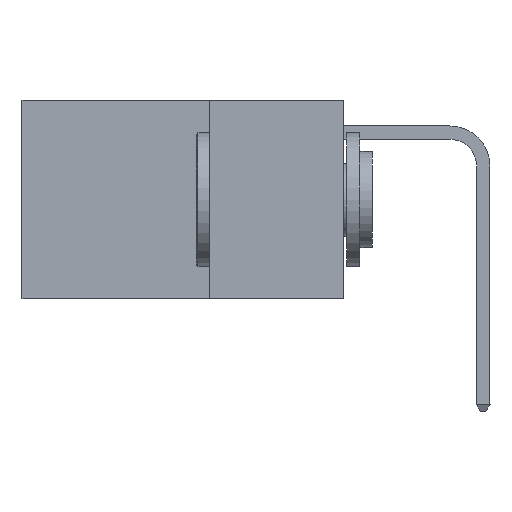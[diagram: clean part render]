
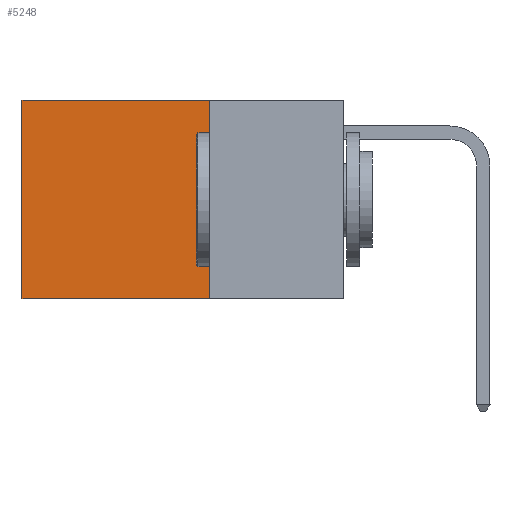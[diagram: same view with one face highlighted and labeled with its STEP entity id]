
A CAD part, left-side view. The second image highlights one B-rep face of the part: STEP entity #5248.
In plain terms, the highlighted planar face has unit normal (-1, 0, 0).
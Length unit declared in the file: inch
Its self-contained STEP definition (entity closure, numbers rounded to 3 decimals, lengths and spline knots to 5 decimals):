
#240 = LINE ( 'NONE', #7662, #1575 ) ;
#1286 = DIRECTION ( 'NONE',  ( 0., 0., -1. ) ) ;
#1468 = ORIENTED_EDGE ( 'NONE', *, *, #11329, .T. ) ;
#1575 = VECTOR ( 'NONE', #9760, 39.37008 ) ;
#2009 = VECTOR ( 'NONE', #3324, 39.37008 ) ;
#2591 = AXIS2_PLACEMENT_3D ( 'NONE', #6592, #9645, #1286 ) ;
#2746 = CARTESIAN_POINT ( 'NONE',  ( 0.2625, 0.25, 0. ) ) ;
#2883 = VERTEX_POINT ( 'NONE', #6563 ) ;
#3324 = DIRECTION ( 'NONE',  ( 0., 0., -1. ) ) ;
#3440 = VERTEX_POINT ( 'NONE', #3784 ) ;
#3784 = CARTESIAN_POINT ( 'NONE',  ( 0.2625, 0.6, 0. ) ) ;
#3815 = LINE ( 'NONE', #2746, #9468 ) ;
#4111 = EDGE_CURVE ( 'NONE', #10818, #3440, #3815, .T. ) ;
#4538 = FACE_OUTER_BOUND ( 'NONE', #12507, .T. ) ;
#5248 = ADVANCED_FACE ( 'NONE', ( #4538 ), #10739, .F. ) ;
#5726 = ORIENTED_EDGE ( 'NONE', *, *, #8572, .F. ) ;
#6336 = ORIENTED_EDGE ( 'NONE', *, *, #4111, .T. ) ;
#6563 = CARTESIAN_POINT ( 'NONE',  ( 0.2625, 0.25, -0.37 ) ) ;
#6592 = CARTESIAN_POINT ( 'NONE',  ( 0.2625, 0.25, 0. ) ) ;
#6729 = ORIENTED_EDGE ( 'NONE', *, *, #11222, .F. ) ;
#7662 = CARTESIAN_POINT ( 'NONE',  ( 0.2625, 0.25, 0. ) ) ;
#8333 = CARTESIAN_POINT ( 'NONE',  ( 0.2625, 0.25, -0.37 ) ) ;
#8435 = LINE ( 'NONE', #10581, #2009 ) ;
#8572 = EDGE_CURVE ( 'NONE', #2883, #11099, #9534, .T. ) ;
#9058 = DIRECTION ( 'NONE',  ( 0., 1., 0. ) ) ;
#9413 = CARTESIAN_POINT ( 'NONE',  ( 0.2625, 0.6, -0.37 ) ) ;
#9462 = DIRECTION ( 'NONE',  ( 0., 1., 0. ) ) ;
#9468 = VECTOR ( 'NONE', #9058, 39.37008 ) ;
#9534 = LINE ( 'NONE', #8333, #12309 ) ;
#9645 = DIRECTION ( 'NONE',  ( 1., 0., 0. ) ) ;
#9760 = DIRECTION ( 'NONE',  ( 0., 0., -1. ) ) ;
#10581 = CARTESIAN_POINT ( 'NONE',  ( 0.2625, 0.6, 0. ) ) ;
#10739 = PLANE ( 'NONE',  #2591 ) ;
#10818 = VERTEX_POINT ( 'NONE', #12677 ) ;
#11099 = VERTEX_POINT ( 'NONE', #9413 ) ;
#11222 = EDGE_CURVE ( 'NONE', #10818, #2883, #240, .T. ) ;
#11329 = EDGE_CURVE ( 'NONE', #3440, #11099, #8435, .T. ) ;
#12309 = VECTOR ( 'NONE', #9462, 39.37008 ) ;
#12507 = EDGE_LOOP ( 'NONE', ( #1468, #5726, #6729, #6336 ) ) ;
#12677 = CARTESIAN_POINT ( 'NONE',  ( 0.2625, 0.25, 0. ) ) ;
